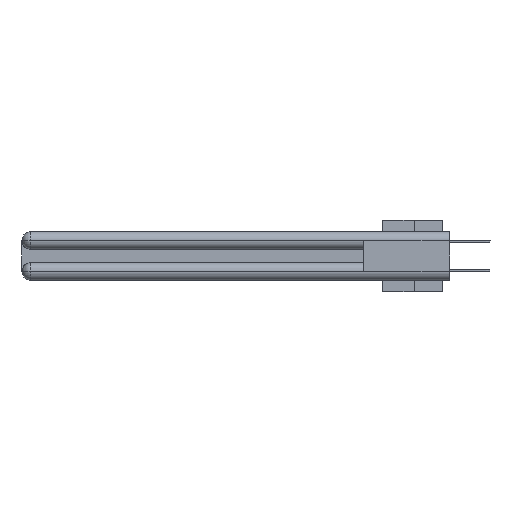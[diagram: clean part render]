
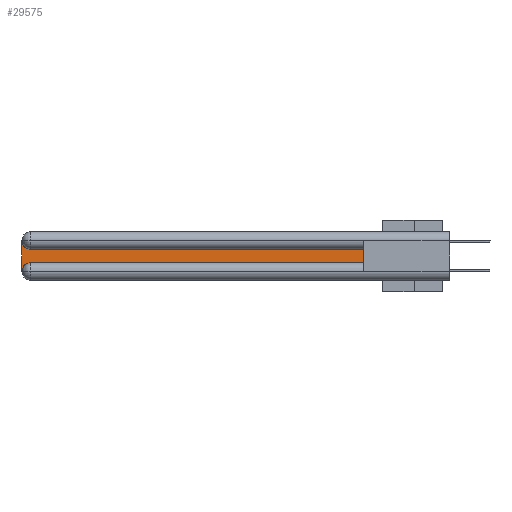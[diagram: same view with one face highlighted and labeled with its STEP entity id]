
A CAD part, left-side view. The second image highlights one B-rep face of the part: STEP entity #29575.
In plain terms, the highlighted planar face has unit normal (-1, 0, 0).
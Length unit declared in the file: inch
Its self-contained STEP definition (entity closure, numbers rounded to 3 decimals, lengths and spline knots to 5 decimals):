
#939 = EDGE_LOOP ( 'NONE', ( #7920, #16899, #1713, #5957, #16261, #11605 ) ) ;
#1291 = AXIS2_PLACEMENT_3D ( 'NONE', #4898, #1891, #19442 ) ;
#1713 = ORIENTED_EDGE ( 'NONE', *, *, #14633, .T. ) ;
#1891 = DIRECTION ( 'NONE',  ( 1., 0., 0. ) ) ;
#2069 = DIRECTION ( 'NONE',  ( 0., -1., 0. ) ) ;
#3013 = AXIS2_PLACEMENT_3D ( 'NONE', #16558, #36899, #36710 ) ;
#4450 = VECTOR ( 'NONE', #10428, 39.37008 ) ;
#4898 = CARTESIAN_POINT ( 'NONE',  ( 0.075, 2.94, -0.2775 ) ) ;
#5252 = LINE ( 'NONE', #19626, #22177 ) ;
#5957 = ORIENTED_EDGE ( 'NONE', *, *, #13635, .T. ) ;
#7920 = ORIENTED_EDGE ( 'NONE', *, *, #10324, .T. ) ;
#8123 = PLANE ( 'NONE',  #3013 ) ;
#9715 = AXIS2_PLACEMENT_3D ( 'NONE', #23791, #35183, #12598 ) ;
#9869 = CARTESIAN_POINT ( 'NONE',  ( 0.075, 0.6, -0.1225 ) ) ;
#10214 = LINE ( 'NONE', #22158, #12133 ) ;
#10324 = EDGE_CURVE ( 'NONE', #19449, #28854, #17924, .T. ) ;
#10428 = DIRECTION ( 'NONE',  ( 0., 0., 1. ) ) ;
#11605 = ORIENTED_EDGE ( 'NONE', *, *, #26450, .T. ) ;
#11951 = DIRECTION ( 'NONE',  ( 0., 1., 0. ) ) ;
#12133 = VECTOR ( 'NONE', #15828, 39.37008 ) ;
#12598 = DIRECTION ( 'NONE',  ( 0., 0., -1. ) ) ;
#12652 = CIRCLE ( 'NONE', #1291, 0.06 ) ;
#13635 = EDGE_CURVE ( 'NONE', #35368, #16721, #12652, .T. ) ;
#13641 = EDGE_CURVE ( 'NONE', #16721, #16309, #5252, .T. ) ;
#14631 = CARTESIAN_POINT ( 'NONE',  ( 0.075, 2.94, -0.1225 ) ) ;
#14633 = EDGE_CURVE ( 'NONE', #16308, #35368, #10214, .T. ) ;
#15828 = DIRECTION ( 'NONE',  ( 0., 0., -1. ) ) ;
#16122 = CARTESIAN_POINT ( 'NONE',  ( 0.075, 2.94, -0.2175 ) ) ;
#16238 = CARTESIAN_POINT ( 'NONE',  ( 0.075, 0.6, -0.2175 ) ) ;
#16261 = ORIENTED_EDGE ( 'NONE', *, *, #13641, .T. ) ;
#16308 = VERTEX_POINT ( 'NONE', #30545 ) ;
#16309 = VERTEX_POINT ( 'NONE', #30899 ) ;
#16558 = CARTESIAN_POINT ( 'NONE',  ( 0.075, 3., -0.1225 ) ) ;
#16721 = VERTEX_POINT ( 'NONE', #16122 ) ;
#16899 = ORIENTED_EDGE ( 'NONE', *, *, #23804, .T. ) ;
#17924 = LINE ( 'NONE', #9869, #17925 ) ;
#17925 = VECTOR ( 'NONE', #11951, 39.37008 ) ;
#19251 = CARTESIAN_POINT ( 'NONE',  ( 0.075, 3., -0.2775 ) ) ;
#19442 = DIRECTION ( 'NONE',  ( 0., 0., -1. ) ) ;
#19449 = VERTEX_POINT ( 'NONE', #32174 ) ;
#19626 = CARTESIAN_POINT ( 'NONE',  ( 0.075, 0.6, -0.2175 ) ) ;
#21048 = CIRCLE ( 'NONE', #9715, 0.06 ) ;
#22158 = CARTESIAN_POINT ( 'NONE',  ( 0.075, 3., -0.2175 ) ) ;
#22177 = VECTOR ( 'NONE', #2069, 39.37008 ) ;
#23791 = CARTESIAN_POINT ( 'NONE',  ( 0.075, 2.94, -0.0625 ) ) ;
#23804 = EDGE_CURVE ( 'NONE', #28854, #16308, #21048, .T. ) ;
#26450 = EDGE_CURVE ( 'NONE', #16309, #19449, #33776, .T. ) ;
#28854 = VERTEX_POINT ( 'NONE', #14631 ) ;
#29575 = ADVANCED_FACE ( 'NONE', ( #33920 ), #8123, .F. ) ;
#30545 = CARTESIAN_POINT ( 'NONE',  ( 0.075, 3., -0.0625 ) ) ;
#30899 = CARTESIAN_POINT ( 'NONE',  ( 0.075, 0.6, -0.2175 ) ) ;
#32174 = CARTESIAN_POINT ( 'NONE',  ( 0.075, 0.6, -0.1225 ) ) ;
#33776 = LINE ( 'NONE', #16238, #4450 ) ;
#33920 = FACE_OUTER_BOUND ( 'NONE', #939, .T. ) ;
#35183 = DIRECTION ( 'NONE',  ( 1., 0., 0. ) ) ;
#35368 = VERTEX_POINT ( 'NONE', #19251 ) ;
#36710 = DIRECTION ( 'NONE',  ( 0., 0., -1. ) ) ;
#36899 = DIRECTION ( 'NONE',  ( 1., 0., 0. ) ) ;
